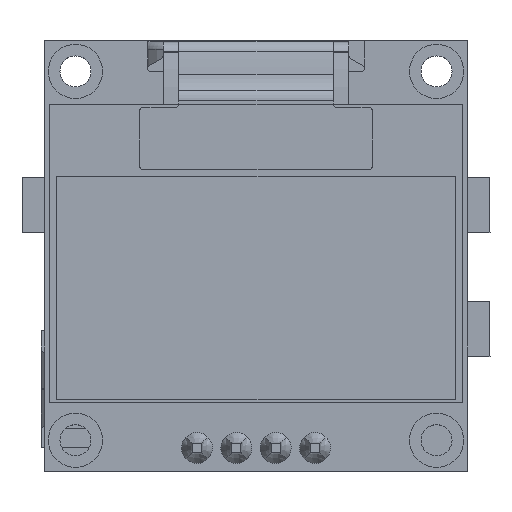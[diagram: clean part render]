
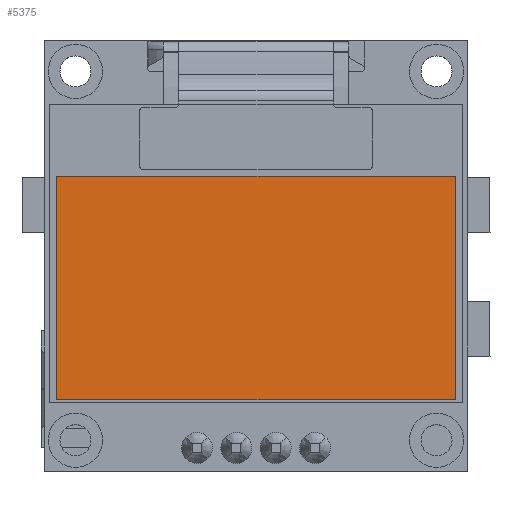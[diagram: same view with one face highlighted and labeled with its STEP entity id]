
A CAD part, top view. The second image highlights one B-rep face of the part: STEP entity #5375.
In plain terms, the highlighted face is planar.
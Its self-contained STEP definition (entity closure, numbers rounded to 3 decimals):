
#5285 = VERTEX_POINT('',#5286);
#5286 = CARTESIAN_POINT('',(12.85,2.6,4.62));
#5292 = EDGE_CURVE('',#5293,#5285,#5295,.T.);
#5293 = VERTEX_POINT('',#5294);
#5294 = CARTESIAN_POINT('',(12.85,2.6,19.02));
#5295 = LINE('',#5296,#5297);
#5296 = CARTESIAN_POINT('',(12.85,2.6,19.02));
#5297 = VECTOR('',#5298,1.);
#5298 = DIRECTION('',(0.,0.,-1.));
#5316 = VERTEX_POINT('',#5317);
#5317 = CARTESIAN_POINT('',(-12.85,2.6,4.62));
#5323 = EDGE_CURVE('',#5285,#5316,#5324,.T.);
#5324 = LINE('',#5325,#5326);
#5325 = CARTESIAN_POINT('',(12.85,2.6,4.62));
#5326 = VECTOR('',#5327,1.);
#5327 = DIRECTION('',(-1.,0.,0.));
#5340 = VERTEX_POINT('',#5341);
#5341 = CARTESIAN_POINT('',(-12.85,2.6,19.02));
#5347 = EDGE_CURVE('',#5316,#5340,#5348,.T.);
#5348 = LINE('',#5349,#5350);
#5349 = CARTESIAN_POINT('',(-12.85,2.6,4.62));
#5350 = VECTOR('',#5351,1.);
#5351 = DIRECTION('',(0.,0.,1.));
#5364 = EDGE_CURVE('',#5340,#5293,#5365,.T.);
#5365 = LINE('',#5366,#5367);
#5366 = CARTESIAN_POINT('',(-12.85,2.6,19.02));
#5367 = VECTOR('',#5368,1.);
#5368 = DIRECTION('',(1.,0.,0.));
#5375 = ADVANCED_FACE('',(#5376),#5382,.F.);
#5376 = FACE_BOUND('',#5377,.T.);
#5377 = EDGE_LOOP('',(#5378,#5379,#5380,#5381));
#5378 = ORIENTED_EDGE('',*,*,#5292,.T.);
#5379 = ORIENTED_EDGE('',*,*,#5323,.T.);
#5380 = ORIENTED_EDGE('',*,*,#5347,.T.);
#5381 = ORIENTED_EDGE('',*,*,#5364,.T.);
#5382 = PLANE('',#5383);
#5383 = AXIS2_PLACEMENT_3D('',#5384,#5385,#5386);
#5384 = CARTESIAN_POINT('',(0.,2.6,0.));
#5385 = DIRECTION('',(0.,-1.,0.));
#5386 = DIRECTION('',(0.,0.,-1.));
